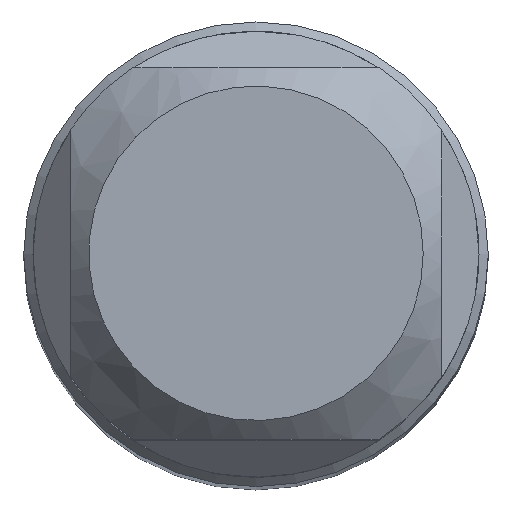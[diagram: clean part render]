
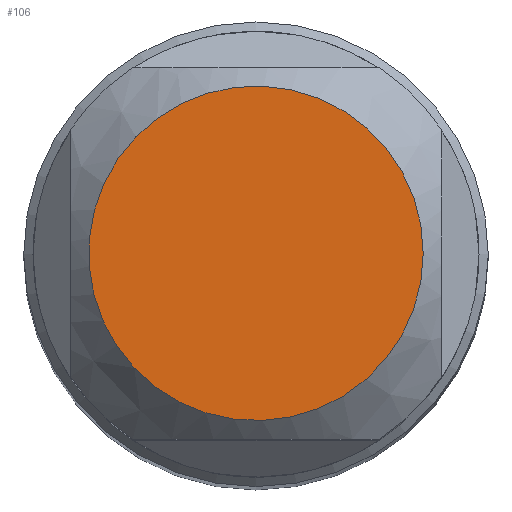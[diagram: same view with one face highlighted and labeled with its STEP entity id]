
A CAD part, top view. The second image highlights one B-rep face of the part: STEP entity #106.
In plain terms, the highlighted planar face has unit normal (0, 0, 1).
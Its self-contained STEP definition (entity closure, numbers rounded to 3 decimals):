
#71=PLANE('',#423);
#83=FACE_OUTER_BOUND('',#172,.T.);
#106=ADVANCED_FACE('',(#83),#71,.F.);
#172=EDGE_LOOP('',(#210));
#210=ORIENTED_EDGE('',*,*,#312,.T.);
#281=VERTEX_POINT('',#620);
#312=EDGE_CURVE('',#281,#281,#350,.T.);
#350=CIRCLE('',#422,3.6);
#422=AXIS2_PLACEMENT_3D('',#619,#490,#491);
#423=AXIS2_PLACEMENT_3D('',#621,#492,#493);
#490=DIRECTION('',(0.,0.,1.));
#491=DIRECTION('',(1.,0.,0.));
#492=DIRECTION('',(0.,0.,-1.));
#493=DIRECTION('',(-1.,0.,0.));
#619=CARTESIAN_POINT('',(0.,0.,0.));
#620=CARTESIAN_POINT('',(3.6,0.,0.));
#621=CARTESIAN_POINT('',(5.2,0.,0.));
